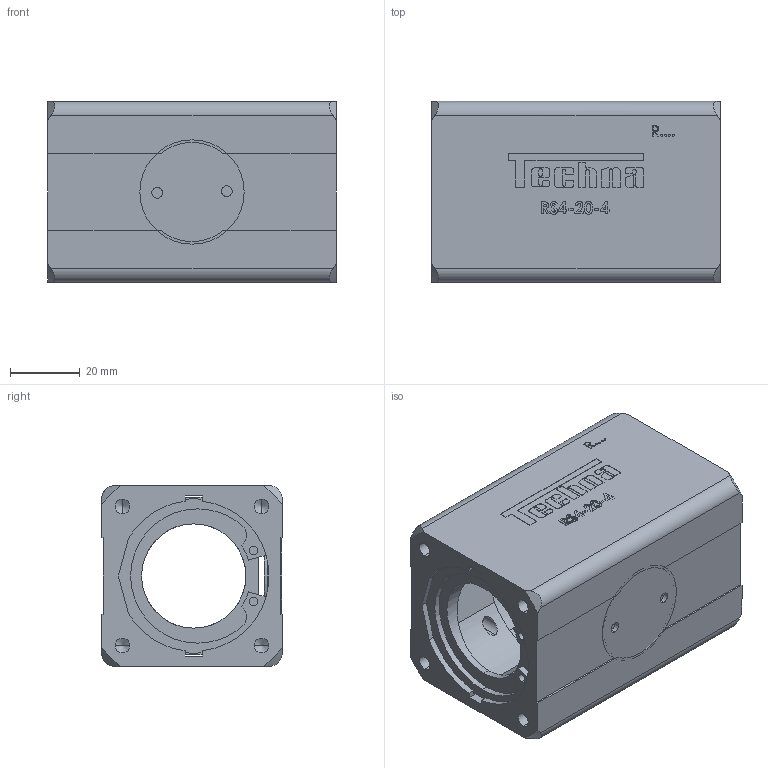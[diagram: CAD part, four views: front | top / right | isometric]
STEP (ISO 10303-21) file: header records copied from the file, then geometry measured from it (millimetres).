
FILE_DESCRIPTION (( 'STEP AP214' ), '1' );
FILE_NAME ('RS4-20-4.STEP', '2020-06-15T12:52:20', ( '' ), ( '' ), 'SwSTEP 2.0', 'SolidWorks 2020', '' );
FILE_SCHEMA (( 'AUTOMOTIVE_DESIGN' ));
Length unit declared in the file: millimetre
Products named in the file (1): RS4-20-4
Bounding box: 83 x 52 x 52 mm (x, y, z)
Volume: 101541.7 mm3; surface area: 43527.4 mm2
Topology: 7 solids, 7 shells, 715 faces, 1957 edges, 1294 vertices
Faces by surface type: plane 365, cylinder 233, bspline 91, cone 26
Entity records: 33258 total; most frequent: CARTESIAN_POINT 9772, ORIENTED_EDGE 3882, DIRECTION 3421, EDGE_CURVE 1941, VERTEX_POINT 1294, LINE 1247, VECTOR 1247, AXIS2_PLACEMENT_3D 1087
